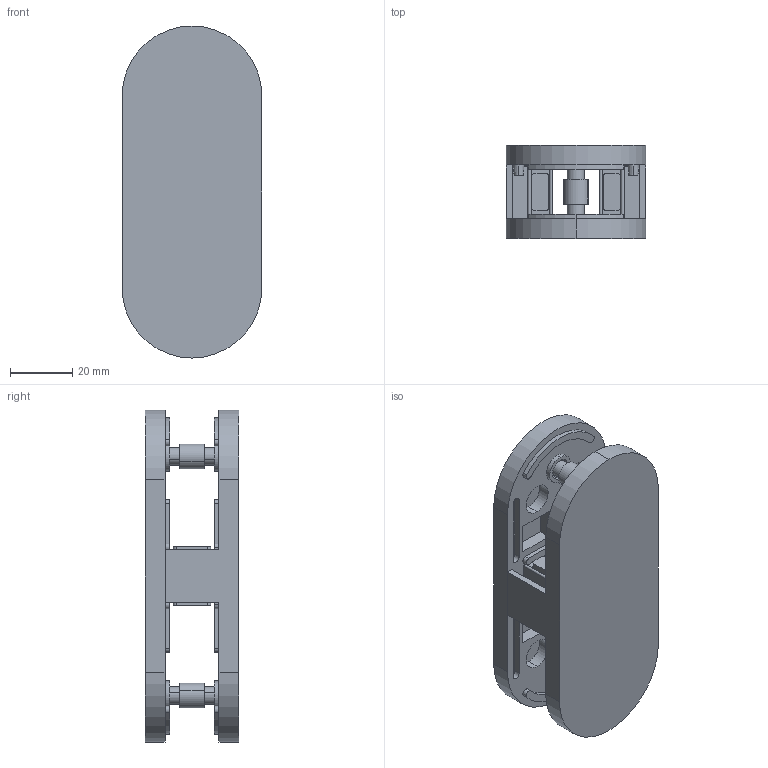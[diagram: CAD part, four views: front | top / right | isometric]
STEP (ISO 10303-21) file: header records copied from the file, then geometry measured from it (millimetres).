
FILE_DESCRIPTION (( 'STEP AP203' ), '1' );
FILE_NAME ('A14_2500-700.STEP', '2021-05-24T08:13:10', ( '' ), ( '' ), 'SwSTEP 2.0', 'SolidWorks 2019', '' );
FILE_SCHEMA (( 'CONFIG_CONTROL_DESIGN' ));
Length unit declared in the file: millimetre
Products named in the file (5): Skrutka DIN 7991_Skrutka M 6x 16_Vìchoz¡; A14_2500-700; A14_2500-700.P1; A14_2500-700.P3; A14_2500-700.P2
Assembly tree (6 placements, depth 2):
  A14_2500-700
    A14_2500-700.P2
    A14_2500-700.P1
    A14_2500-700.P3  x2
    Skrutka DIN 7991_Skrutka M 6x 16_Vìchoz¡  x2
Bounding box: 45 x 30 x 107 mm (x, y, z)
Volume: 54848 mm3; surface area: 33131.4 mm2
Topology: 10 solids, 10 shells, 407 faces, 978 edges, 634 vertices
Faces by surface type: plane 197, cylinder 166, cone 40, torus 4
Entity records: 11647 total; most frequent: DIRECTION 2028, CARTESIAN_POINT 1893, ORIENTED_EDGE 1824, EDGE_CURVE 912, AXIS2_PLACEMENT_3D 731, VERTEX_POINT 596, LINE 566, VECTOR 566
